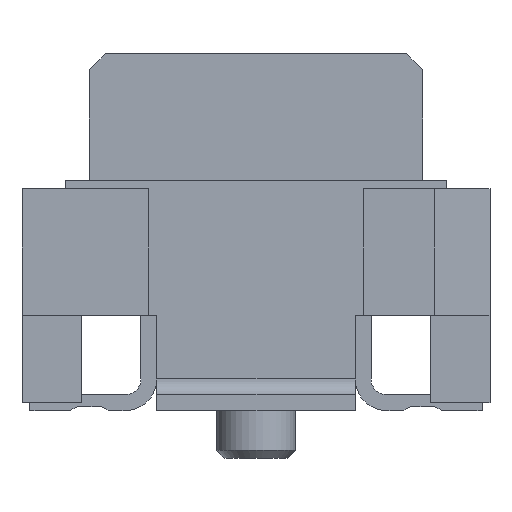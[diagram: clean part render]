
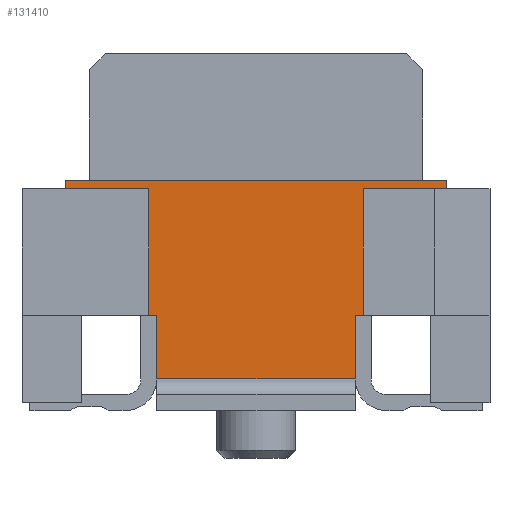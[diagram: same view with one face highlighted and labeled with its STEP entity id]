
A CAD part, front view. The second image highlights one B-rep face of the part: STEP entity #131410.
In plain terms, the highlighted planar face has unit normal (0, -1, 0).
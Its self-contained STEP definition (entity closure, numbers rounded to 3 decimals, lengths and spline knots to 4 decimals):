
#67840=CARTESIAN_POINT('',(-3.759,-20.91,1.9078));
#67850=VERTEX_POINT('',#67840);
#67880=CARTESIAN_POINT('',(-3.759,-20.91,1.4078));
#67890=DIRECTION('',(0.,0.,-1.));
#67900=VECTOR('',#67890,1.);
#67910=LINE('',#67880,#67900);
#67920=CARTESIAN_POINT('',(-3.759,-20.91,1.8078));
#67930=VERTEX_POINT('',#67920);
#67940=EDGE_CURVE('',#67850,#67930,#67910,.T.);
#70230=CARTESIAN_POINT('',(-2.709,-20.91,0.2078));
#70240=VERTEX_POINT('',#70230);
#70270=CARTESIAN_POINT('',(0.,-20.91,0.2078));
#70280=DIRECTION('',(-1.,0.,0.));
#70290=VECTOR('',#70280,1.);
#70300=LINE('',#70270,#70290);
#70310=CARTESIAN_POINT('',(-2.609,-20.91,0.2078));
#70320=VERTEX_POINT('',#70310);
#70330=EDGE_CURVE('',#70320,#70240,#70300,.T.);
#70470=CARTESIAN_POINT('',(-0.109,-20.91,0.2078))
;
#70480=VERTEX_POINT('',#70470);
#70510=CARTESIAN_POINT('',(0.,-20.91,0.2078));
#70520=DIRECTION('',(-1.,0.,0.));
#70530=VECTOR('',#70520,1.);
#70540=LINE('',#70510,#70530);
#70550=CARTESIAN_POINT('',(-0.009,-20.91,0.2078
));
#70560=VERTEX_POINT('',#70550);
#70570=EDGE_CURVE('',#70560,#70480,#70540,.T.);
#130690=CARTESIAN_POINT('',(-2.609,-20.91,1.4078));
#130700=DIRECTION('',(-0.,-1.,-0.));
#130710=DIRECTION('',(-1.,0.,0.));
#130720=AXIS2_PLACEMENT_3D('',#130690,#130700,#130710);
#130730=PLANE('',#130720);
#130740=CARTESIAN_POINT('',(-2.609,-20.91,0.));
#130750=DIRECTION('',(0.,0.,1.));
#130760=VECTOR('',#130750,1.);
#130770=LINE('',#130740,#130760);
#130780=CARTESIAN_POINT('',(-2.609,-20.91,-0.5922)
);
#130790=VERTEX_POINT('',#130780);
#130800=EDGE_CURVE('',#130790,#70320,#130770,.T.);
#130810=ORIENTED_EDGE('',*,*,#130800,.F.);
#130820=ORIENTED_EDGE('',*,*,#70330,.F.);
#130830=CARTESIAN_POINT('',(-2.709,-20.91,0.));
#130840=DIRECTION('',(0.,0.,-1.));
#130850=VECTOR('',#130840,1.);
#130860=LINE('',#130830,#130850);
#130870=CARTESIAN_POINT('',(-2.709,-20.91,1.8078));
#130880=VERTEX_POINT('',#130870);
#130890=EDGE_CURVE('',#130880,#70240,#130860,.T.);
#130900=ORIENTED_EDGE('',*,*,#130890,.T.);
#130910=CARTESIAN_POINT('',(0.,-20.91,1.8078));
#130920=DIRECTION('',(-1.,0.,0.));
#130930=VECTOR('',#130920,1.);
#130940=LINE('',#130910,#130930);
#130950=EDGE_CURVE('',#130880,#67930,#130940,.T.);
#130960=ORIENTED_EDGE('',*,*,#130950,.F.);
#130970=ORIENTED_EDGE('',*,*,#67940,.T.);
#130980=CARTESIAN_POINT('',(-1.359,-20.91,1.9078));
#130990=DIRECTION('',(-1.,0.,0.));
#131000=VECTOR('',#130990,1.);
#131010=LINE('',#130980,#131000);
#131020=CARTESIAN_POINT('',(1.041,-20.91,1.9078));
#131030=VERTEX_POINT('',#131020);
#131040=EDGE_CURVE('',#131030,#67850,#131010,.T.);
#131050=ORIENTED_EDGE('',*,*,#131040,.T.);
#131060=CARTESIAN_POINT('',(1.041,-20.91,1.4078));
#131070=DIRECTION('',(0.,0.,1.));
#131080=VECTOR('',#131070,1.);
#131090=LINE('',#131060,#131080);
#131100=CARTESIAN_POINT('',(1.041,-20.91,1.8078));
#131110=VERTEX_POINT('',#131100);
#131120=EDGE_CURVE('',#131110,#131030,#131090,.T.);
#131130=ORIENTED_EDGE('',*,*,#131120,.T.);
#131140=CARTESIAN_POINT('',(-0.009,-20.91,1.8078
));
#131150=VERTEX_POINT('',#131140);
#131160=EDGE_CURVE('',#131110,#131150,#130940,.T.);
#131170=ORIENTED_EDGE('',*,*,#131160,.F.);
#131180=CARTESIAN_POINT('',(-0.009,-20.91,0.));
#131190=DIRECTION('',(0.,0.,-1.));
#131200=VECTOR('',#131190,1.);
#131210=LINE('',#131180,#131200);
#131220=EDGE_CURVE('',#131150,#70560,#131210,.T.);
#131230=ORIENTED_EDGE('',*,*,#131220,.F.);
#131240=ORIENTED_EDGE('',*,*,#70570,.F.);
#131250=CARTESIAN_POINT('',(-0.109,-20.91,0.));
#131260=DIRECTION('',(0.,0.,-1.));
#131270=VECTOR('',#131260,1.);
#131280=LINE('',#131250,#131270);
#131290=CARTESIAN_POINT('',(-0.109,-20.91,-0.5922
));
#131300=VERTEX_POINT('',#131290);
#131310=EDGE_CURVE('',#70480,#131300,#131280,.T.);
#131320=ORIENTED_EDGE('',*,*,#131310,.F.);
#131330=CARTESIAN_POINT('',(0.,-20.91,-0.5922));
#131340=DIRECTION('',(-1.,0.,0.));
#131350=VECTOR('',#131340,1.);
#131360=LINE('',#131330,#131350);
#131370=EDGE_CURVE('',#131300,#130790,#131360,.T.);
#131380=ORIENTED_EDGE('',*,*,#131370,.F.);
#131390=EDGE_LOOP('',(#131380,#131320,#131240,#131230,#131170,#131130,
#131050,#130970,#130960,#130900,#130820,#130810));
#131400=FACE_OUTER_BOUND('',#131390,.T.);
#131410=ADVANCED_FACE('',(#131400),#130730,.T.);
